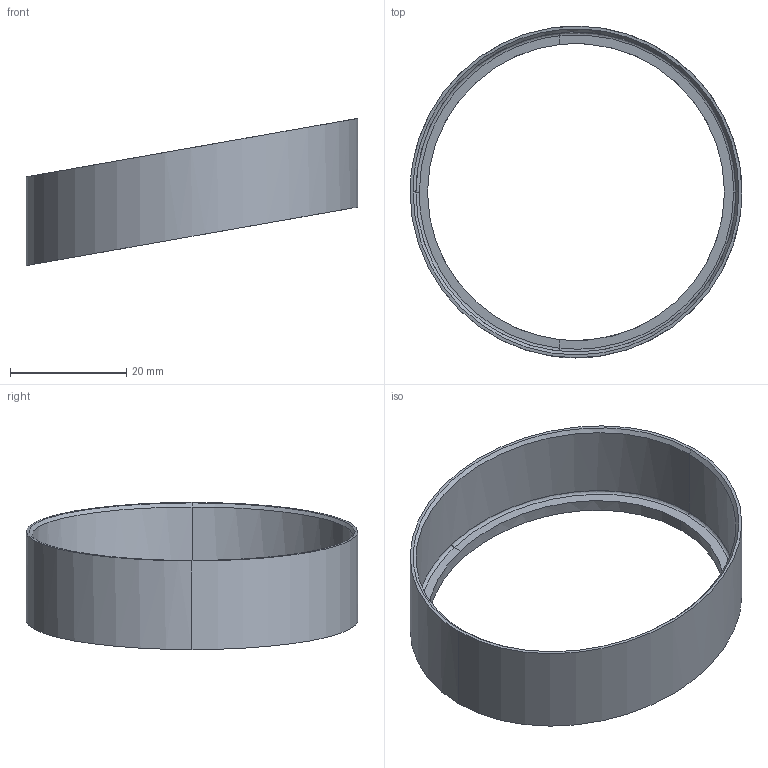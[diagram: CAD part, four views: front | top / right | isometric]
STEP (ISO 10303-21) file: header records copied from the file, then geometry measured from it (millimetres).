
FILE_DESCRIPTION(('CATIA V5 STEP Exchange'),'2;1');
FILE_NAME('manchon 1..stp','2016-05-21T19:43:43+00:00',('none'),('none'),'CATIA Version 5 Release 21 GA (IN-10)','CATIA V5 STEP AP203','none');
FILE_SCHEMA(('CONFIG_CONTROL_DESIGN'));
Length unit declared in the file: millimetre
Products named in the file (1): manchon 1
Bounding box: 57 x 57 x 25.28 mm (x, y, z)
Volume: 3343.3 mm3; surface area: 6277.7 mm2
Topology: 1 solids, 1 shells, 16 faces, 40 edges, 26 vertices
Faces by surface type: cylinder 6, bspline 6, plane 4
Entity records: 1070 total; most frequent: CARTESIAN_POINT 737, ORIENTED_EDGE 80, EDGE_CURVE 40, B_SPLINE_CURVE_WITH_KNOTS 32, VERTEX_POINT 26, DIRECTION 20, EDGE_LOOP 18, ADVANCED_FACE 16
